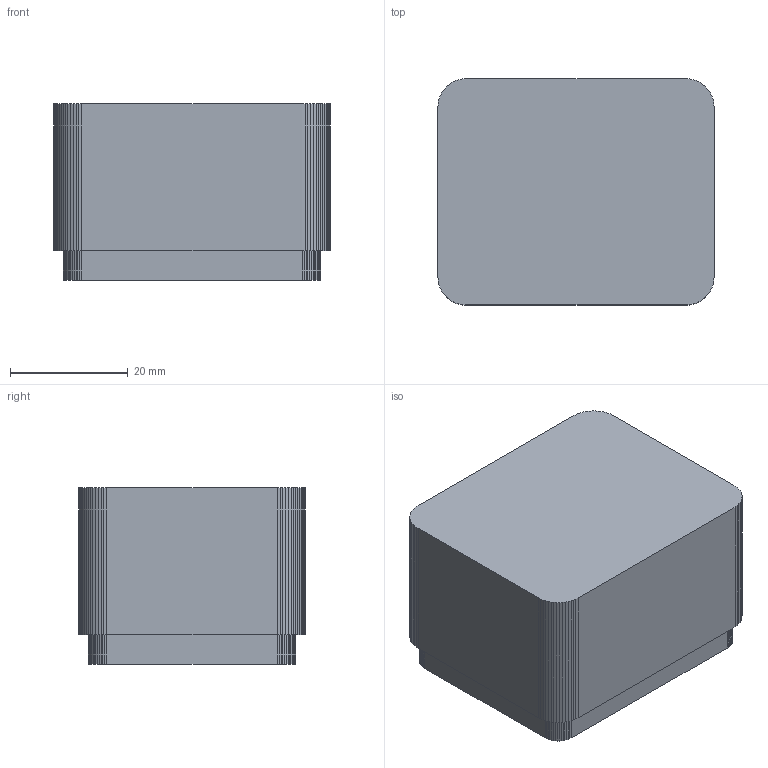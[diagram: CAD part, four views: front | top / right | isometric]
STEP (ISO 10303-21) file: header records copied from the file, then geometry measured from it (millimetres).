
FILE_DESCRIPTION(('Designed by EasyEDA Pro'),'2;1');
FILE_NAME('Open CASCADE Shape Model','2022-03-28T11:23:53',('Author'),( 'Open CASCADE'),'Open CASCADE STEP processor 7.5','Open CASCADE 7.5' ,'Unknown');
FILE_SCHEMA(('AUTOMOTIVE_DESIGN { 1 0 10303 214 1 1 1 1 }'));
Length unit declared in the file: millimetre
Products named in the file (1): SOLID
Bounding box: 47 x 38.5 x 30 mm (x, y, z)
Volume: 14757.1 mm3; surface area: 12474.7 mm2
Topology: 1 solids, 1 shells, 223 faces, 658 edges, 436 vertices
Faces by surface type: plane 150, bspline 73
Entity records: 14820 total; most frequent: CARTESIAN_POINT 3881, ORIENTED_EDGE 1316, PCURVE 1316, DEFINITIONAL_REPRESENTATION 1316, DIRECTION 1252, B_SPLINE_CURVE_WITH_KNOTS 1024, LINE 950, VECTOR 950
